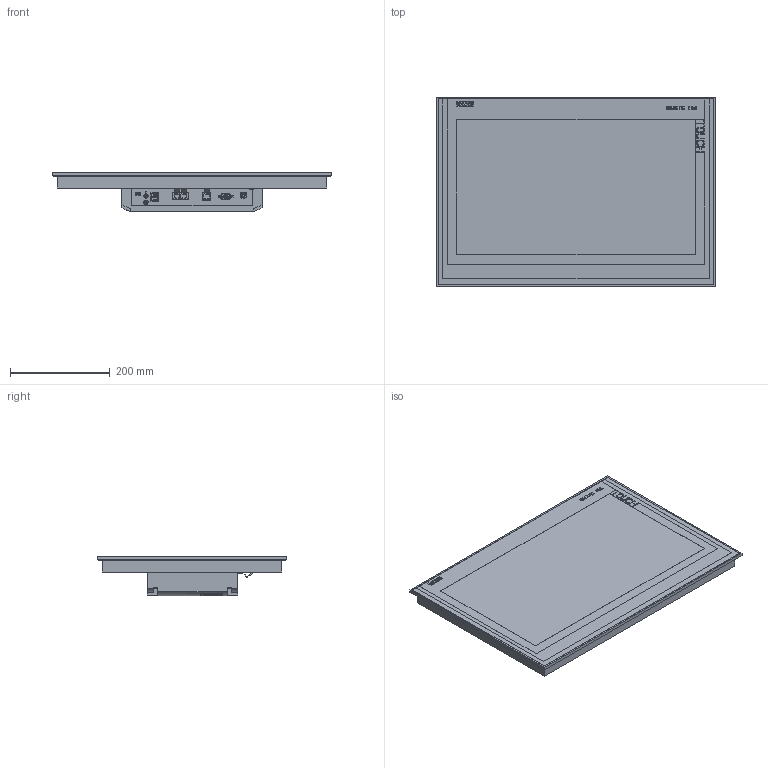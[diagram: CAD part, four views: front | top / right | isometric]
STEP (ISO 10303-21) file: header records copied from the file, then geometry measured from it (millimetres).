
FILE_DESCRIPTION(/* description */ (''),/* implementation_level */ '2;1');
FILE_NAME(/* name */ '6av21240xc020ax0_001_3d.stp',/* time_stamp */ '2012-09-16T21:50:53+02:00',/* author */ ('Z. Bartfai'),/* organization */ ('SIEMENS AG'),/* preprocessor_version */ 'ST-DEVELOPER v11',/* originating_system */ 'SIEMENS PLM Software NX 7.5',/* authorisation */ '');
FILE_SCHEMA (('AUTOMOTIVE_DESIGN { 1 0 10303 214 1 1 1 1 }'));
Products named in the file (5): A5E30321192A_001; A5E30983812A_001; A5E30983808A_001; A5E30983805A_001; A5E30983816A_001
Assembly tree (4 placements, depth 2):
  A5E30983816A_001
    A5E30983805A_001
    A5E30983808A_001
    A5E30983812A_001
    A5E30321192A_001
Bounding box: 560 x 380.05 x 79.4 mm (x, y, z)
Volume: 8507802.9 mm3; surface area: 693768.1 mm2
Topology: 246 solids, 246 shells, 2773 faces, 6679 edges, 4450 vertices
Faces by surface type: plane 2306, extrusion 246, cylinder 220, cone 1
Full cylindrical faces by diameter (mm): 0.8 x9, 1.809 x2, 2.009 x2, 2.4 x2, 2.835 x2, 3 x2, 3.035 x2, 3.8 x2, 6 x8, 7 x2, 8 x1, 8.017 x3, 8.5 x2
Entity records: 94159 total; most frequent: CARTESIAN_POINT 28765, ORIENTED_EDGE 13194, DIRECTION 11564, EDGE_CURVE 6597, VECTOR 5590, LINE 5344, VERTEX_POINT 4450, EDGE_LOOP 3117
